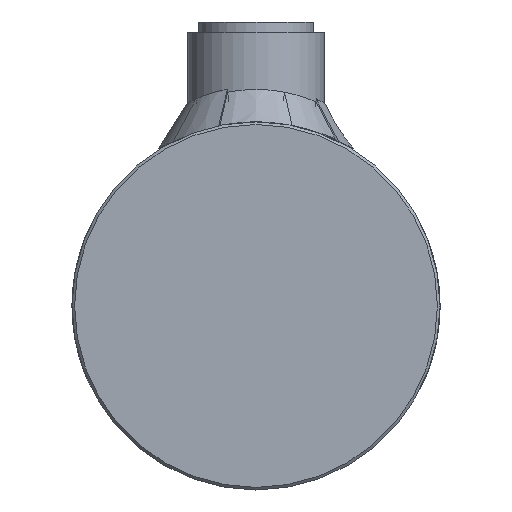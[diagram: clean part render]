
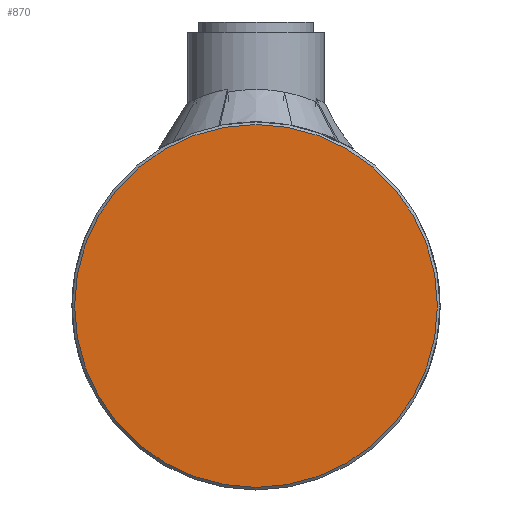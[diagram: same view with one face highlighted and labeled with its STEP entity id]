
A CAD part, left-side view. The second image highlights one B-rep face of the part: STEP entity #870.
In plain terms, the highlighted planar face has unit normal (-1, 0, 0).
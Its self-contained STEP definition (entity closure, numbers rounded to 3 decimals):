
#870 = ADVANCED_FACE( '', ( #1682 ), #1683, .T. );
#1682 = FACE_OUTER_BOUND( '', #5582, .T. );
#1683 = PLANE( '', #5583 );
#5582 = EDGE_LOOP( '', ( #8950 ) );
#5583 = AXIS2_PLACEMENT_3D( '', #8951, #8952, #8953 );
#8950 = ORIENTED_EDGE( '', *, *, #10154, .T. );
#8951 = CARTESIAN_POINT( '', ( -47., 0., 0. ) );
#8952 = DIRECTION( '', ( -1., 0., 0. ) );
#8953 = DIRECTION( '', ( 0., -1., 0. ) );
#10154 = EDGE_CURVE( '', #11049, #11049, #11050, .T. );
#11049 = VERTEX_POINT( '', #13662 );
#11050 = CIRCLE( '', #13663, 34.5 );
#13662 = CARTESIAN_POINT( '', ( -47., -34.5, 0. ) );
#13663 = AXIS2_PLACEMENT_3D( '', #14913, #14914, #14915 );
#14913 = CARTESIAN_POINT( '', ( -47., 0., 0. ) );
#14914 = DIRECTION( '', ( -1., 0., 0. ) );
#14915 = DIRECTION( '', ( 0., -1., 0. ) );
